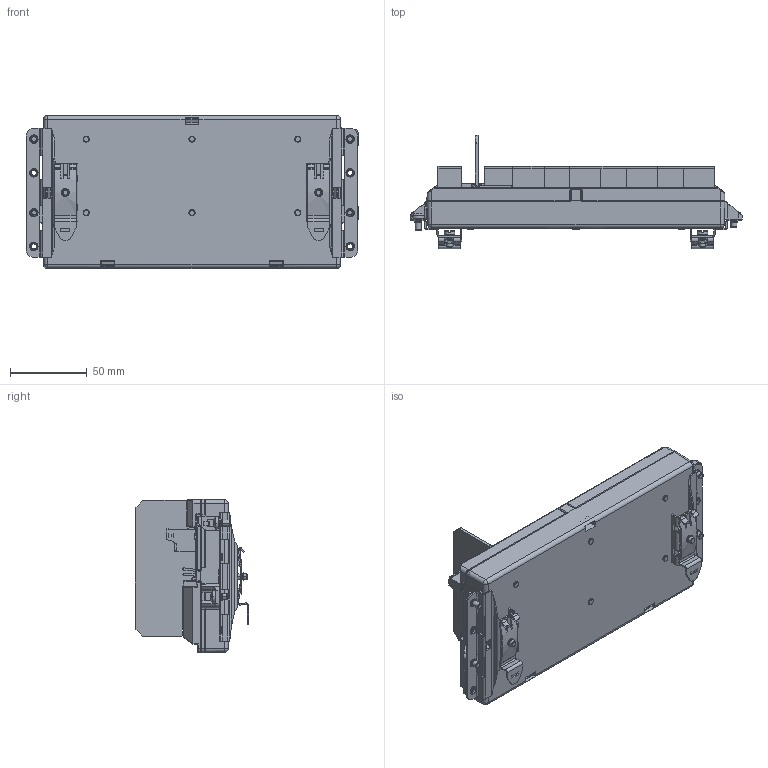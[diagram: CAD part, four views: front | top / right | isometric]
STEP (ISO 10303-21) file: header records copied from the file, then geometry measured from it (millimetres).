
FILE_DESCRIPTION((''),'2;1');
FILE_NAME('DM_CAD-6599_ASM','2019-02-21T',('creinig-se'),(''),'PRO/ENGINEER BY PARAMETRIC TECHNOLOGY CORPORATION, 2015440','PRO/ENGINEER BY PARAMETRIC TECHNOLOGY CORPORATION, 2015440','');
FILE_SCHEMA(('CONFIG_CONTROL_DESIGN'));
Products named in the file (7): DM_CAD-6599_F2-SHELL-TRAY; DM_CAD-6599_F2-SHELL-TEILW_SW; DM_CAD-6599_FRONT_MSTB_2; DM_CAD-6599_FRONT_MSTB_2_5; DM_CAD-6599_F2-SHELL-SCHRUMPF_ASM; DM_CAD-6599_SW0001_TEILW; DM_CAD-6599_ASM
Assembly tree (13 placements, depth 3):
  DM_CAD-6599_ASM
    DM_CAD-6599_F2-SHELL-SCHRUMPF_ASM
      DM_CAD-6599_F2-SHELL-TRAY
      DM_CAD-6599_F2-SHELL-TEILW_SW
      DM_CAD-6599_FRONT_MSTB_2  x8
      DM_CAD-6599_FRONT_MSTB_2_5
    DM_CAD-6599_SW0001_TEILW
Bounding box: 216.6 x 73.8 x 100 mm (x, y, z)
Volume: 189096.4 mm3; surface area: 178682.3 mm2
Topology: 23 solids, 23 shells, 6427 faces, 17166 edges, 10959 vertices
Faces by surface type: plane 4509, cylinder 1338, cone 214, sphere 212, torus 68, bspline 54, extrusion 32
Entity records: 176743 total; most frequent: CARTESIAN_POINT 31832, ORIENTED_EDGE 24042, DIRECTION 22278, EDGE_CURVE 12021, VECTOR 9618, LINE 9586, VERTEX_POINT 7692, AXIS2_PLACEMENT_3D 6330
